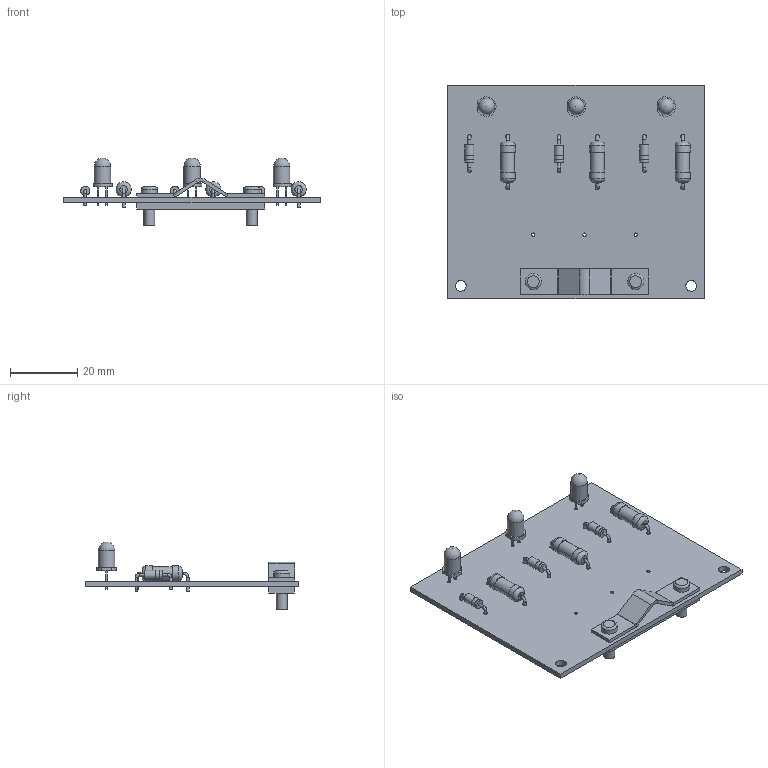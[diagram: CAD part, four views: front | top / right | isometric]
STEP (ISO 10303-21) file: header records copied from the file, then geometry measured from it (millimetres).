
FILE_DESCRIPTION(('KiCad electronic assembly'),'2;1');
FILE_NAME('DIY-AC-3-Pin-Socket-Tester.step','2020-04-21T15:39:48',( 'An Author'),('A Company'),'Open CASCADE STEP processor 6.9', 'KiCad to STEP converter','Unknown');
FILE_SCHEMA(('AUTOMOTIVE_DESIGN { 1 0 10303 214 1 1 1 1 }'));
Length unit declared in the file: millimetre
Products named in the file (13): Open CASCADE STEP translator 6.9 1; net-conn; SOLID; SHELL; D_DO-41_SOD81_P10.16mm_Horizontal; LED_D5.0mm; R_Axial_DIN0414_L11.9mm_D4.5mm_P15.24mm_Horizontal; COMPOUND
Assembly tree (18 placements, depth 3):
  Open CASCADE STEP translator 6.9 1
    net-conn
      SOLID
      SOLID
      SHELL
      SHELL
    D_DO-41_SOD81_P10.16mm_Horizontal  x3
      SOLID
    LED_D5.0mm  x3
      SOLID
    R_Axial_DIN0414_L11.9mm_D4.5mm_P15.24mm_Horizontal  x3
      SOLID
    COMPOUND
Bounding box: 76.2 x 63.5 x 20.22 mm (x, y, z)
Volume: 9596 mm3; surface area: 13452.6 mm2
Topology: 12 solids, 14 shells, 225 faces, 442 edges, 275 vertices
Faces by surface type: plane 115, cylinder 85, torus 18, revolution 4, sphere 3
Full cylindrical faces by diameter (mm): 0.8 x24, 0.9 x6, 1 x3, 1.1 x6, 1.2 x6, 2.7 x6, 2.72 x3, 3.2 x8, 4.05 x3, 4.5 x6, 4.799 x2, 4.9 x3
Entity records: 8503 total; most frequent: CARTESIAN_POINT 1945, DIRECTION 1137, LINE 566, VECTOR 566, ORIENTED_EDGE 540, PCURVE 540, DEFINITIONAL_REPRESENTATION 540, EDGE_CURVE 271
